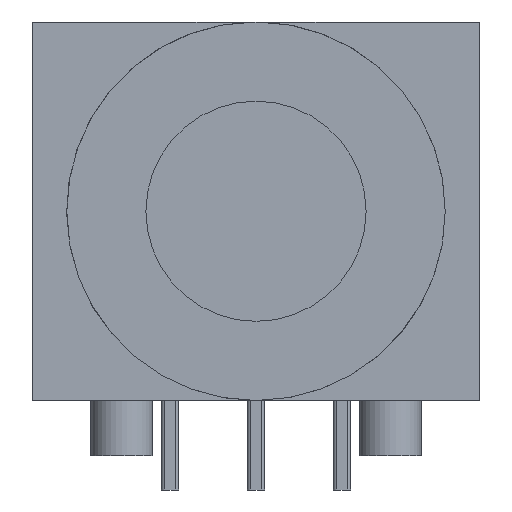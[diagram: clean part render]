
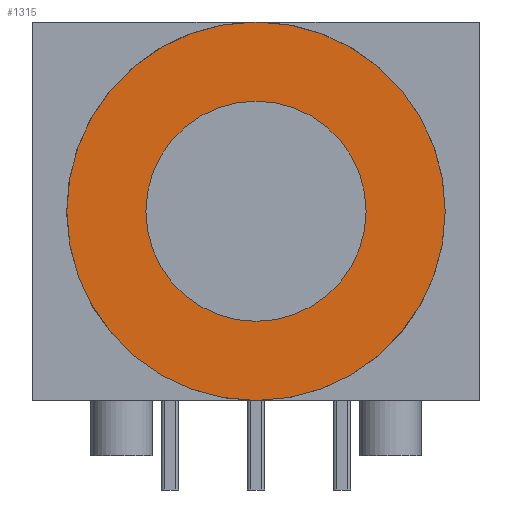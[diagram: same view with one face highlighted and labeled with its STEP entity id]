
A CAD part, left-side view. The second image highlights one B-rep face of the part: STEP entity #1315.
In plain terms, the highlighted planar face has unit normal (-1, 0, 0).
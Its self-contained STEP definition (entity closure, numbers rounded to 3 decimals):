
#493 = VERTEX_POINT('',#494);
#494 = CARTESIAN_POINT('',(-16.5,-5.5,5.512));
#500 = EDGE_CURVE('',#493,#493,#501,.T.);
#501 = CIRCLE('',#502,5.5);
#502 = AXIS2_PLACEMENT_3D('',#503,#504,#505);
#503 = CARTESIAN_POINT('',(-16.5,0.,5.512));
#504 = DIRECTION('',(-1.,0.,0.));
#505 = DIRECTION('',(0.,-1.,0.));
#1315 = ADVANCED_FACE('',(#1316,#1319),#1330,.F.);
#1316 = FACE_BOUND('',#1317,.T.);
#1317 = EDGE_LOOP('',(#1318));
#1318 = ORIENTED_EDGE('',*,*,#500,.T.);
#1319 = FACE_BOUND('',#1320,.F.);
#1320 = EDGE_LOOP('',(#1321));
#1321 = ORIENTED_EDGE('',*,*,#1322,.T.);
#1322 = EDGE_CURVE('',#1323,#1323,#1325,.T.);
#1323 = VERTEX_POINT('',#1324);
#1324 = CARTESIAN_POINT('',(-16.5,-3.2,5.512));
#1325 = CIRCLE('',#1326,3.2);
#1326 = AXIS2_PLACEMENT_3D('',#1327,#1328,#1329);
#1327 = CARTESIAN_POINT('',(-16.5,0.,5.512));
#1328 = DIRECTION('',(-1.,0.,0.));
#1329 = DIRECTION('',(0.,-1.,0.));
#1330 = PLANE('',#1331);
#1331 = AXIS2_PLACEMENT_3D('',#1332,#1333,#1334);
#1332 = CARTESIAN_POINT('',(-16.5,0.,5.512));
#1333 = DIRECTION('',(1.,0.,0.));
#1334 = DIRECTION('',(0.,0.,1.));
